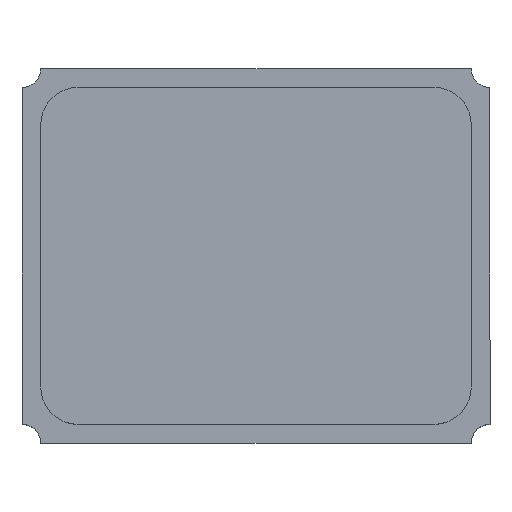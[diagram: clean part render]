
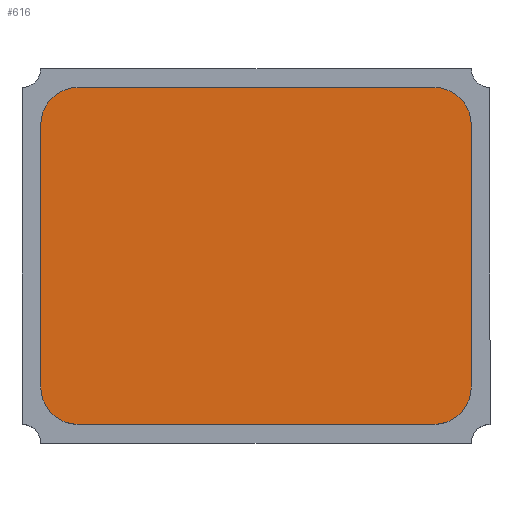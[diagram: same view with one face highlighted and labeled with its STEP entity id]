
A CAD part, top view. The second image highlights one B-rep face of the part: STEP entity #616.
In plain terms, the highlighted planar face has unit normal (0, 0, 1).
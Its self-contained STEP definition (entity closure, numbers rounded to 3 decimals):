
#5 = PLANE ( 'NONE',  #72 ) ;
#14 = FACE_OUTER_BOUND ( 'NONE', #225, .T. ) ;
#15 = AXIS2_PLACEMENT_3D ( 'NONE', #23, #590, #244 ) ;
#23 = CARTESIAN_POINT ( 'NONE',  ( -0.95, -0.7, 0.5 ) ) ;
#68 = ORIENTED_EDGE ( 'NONE', *, *, #149, .T. ) ;
#72 = AXIS2_PLACEMENT_3D ( 'NONE', #858, #781, #366 ) ;
#96 = ORIENTED_EDGE ( 'NONE', *, *, #130, .T. ) ;
#101 = VERTEX_POINT ( 'NONE', #167 ) ;
#105 = CARTESIAN_POINT ( 'NONE',  ( -1.15, 0.7, 0.5 ) ) ;
#107 = CARTESIAN_POINT ( 'NONE',  ( -0.95, -0.9, 0.5 ) ) ;
#110 = CARTESIAN_POINT ( 'NONE',  ( 1.15, 0.7, 0.5 ) ) ;
#130 = EDGE_CURVE ( 'NONE', #230, #661, #427, .T. ) ;
#133 = CARTESIAN_POINT ( 'NONE',  ( 0.95, 0.7, 0.5 ) ) ;
#134 = CARTESIAN_POINT ( 'NONE',  ( -0.95, 0.9, 0.5 ) ) ;
#149 = EDGE_CURVE ( 'NONE', #234, #230, #534, .T. ) ;
#161 = AXIS2_PLACEMENT_3D ( 'NONE', #365, #863, #296 ) ;
#162 = DIRECTION ( 'NONE',  ( 1., 0., 0. ) ) ;
#163 = VERTEX_POINT ( 'NONE', #650 ) ;
#167 = CARTESIAN_POINT ( 'NONE',  ( 0.95, 0.9, 0.5 ) ) ;
#172 = CARTESIAN_POINT ( 'NONE',  ( -1.15, -0.7, 0.5 ) ) ;
#204 = ORIENTED_EDGE ( 'NONE', *, *, #618, .T. ) ;
#225 = EDGE_LOOP ( 'NONE', ( #641, #516, #272, #747, #68, #96, #204, #363 ) ) ;
#226 = VECTOR ( 'NONE', #626, 1000. ) ;
#230 = VERTEX_POINT ( 'NONE', #107 ) ;
#234 = VERTEX_POINT ( 'NONE', #172 ) ;
#244 = DIRECTION ( 'NONE',  ( -1., 0., 0. ) ) ;
#250 = CARTESIAN_POINT ( 'NONE',  ( -0.95, 0.9, 0.5 ) ) ;
#272 = ORIENTED_EDGE ( 'NONE', *, *, #538, .T. ) ;
#277 = VECTOR ( 'NONE', #321, 1000. ) ;
#292 = CARTESIAN_POINT ( 'NONE',  ( -1.15, 0.7, 0.5 ) ) ;
#294 = LINE ( 'NONE', #134, #226 ) ;
#296 = DIRECTION ( 'NONE',  ( 1., 0., 0. ) ) ;
#321 = DIRECTION ( 'NONE',  ( 0., 1., 0. ) ) ;
#363 = ORIENTED_EDGE ( 'NONE', *, *, #708, .T. ) ;
#365 = CARTESIAN_POINT ( 'NONE',  ( 0.95, -0.7, 0.5 ) ) ;
#366 = DIRECTION ( 'NONE',  ( -1., 0., 0. ) ) ;
#367 = VECTOR ( 'NONE', #529, 1000. ) ;
#393 = CIRCLE ( 'NONE', #161, 0.2 ) ;
#411 = LINE ( 'NONE', #105, #367 ) ;
#427 = LINE ( 'NONE', #654, #860 ) ;
#434 = CARTESIAN_POINT ( 'NONE',  ( -0.95, 0.7, 0.5 ) ) ;
#482 = VERTEX_POINT ( 'NONE', #746 ) ;
#489 = EDGE_CURVE ( 'NONE', #101, #723, #294, .T. ) ;
#497 = DIRECTION ( 'NONE',  ( 1., 0., 0. ) ) ;
#513 = AXIS2_PLACEMENT_3D ( 'NONE', #434, #564, #497 ) ;
#516 = ORIENTED_EDGE ( 'NONE', *, *, #489, .T. ) ;
#529 = DIRECTION ( 'NONE',  ( 0., -1., 0. ) ) ;
#534 = CIRCLE ( 'NONE', #15, 0.2 ) ;
#538 = EDGE_CURVE ( 'NONE', #723, #620, #642, .T. ) ;
#554 = DIRECTION ( 'NONE',  ( 0., 0., 1. ) ) ;
#560 = CIRCLE ( 'NONE', #593, 0.2 ) ;
#564 = DIRECTION ( 'NONE',  ( 0., 0., 1. ) ) ;
#590 = DIRECTION ( 'NONE',  ( 0., 0., 1. ) ) ;
#593 = AXIS2_PLACEMENT_3D ( 'NONE', #133, #554, #839 ) ;
#616 = ADVANCED_FACE ( 'NONE', ( #14 ), #5, .F. ) ;
#618 = EDGE_CURVE ( 'NONE', #661, #482, #393, .T. ) ;
#620 = VERTEX_POINT ( 'NONE', #292 ) ;
#626 = DIRECTION ( 'NONE',  ( -1., 0., 0. ) ) ;
#641 = ORIENTED_EDGE ( 'NONE', *, *, #842, .T. ) ;
#642 = CIRCLE ( 'NONE', #513, 0.2 ) ;
#648 = LINE ( 'NONE', #110, #277 ) ;
#650 = CARTESIAN_POINT ( 'NONE',  ( 1.15, 0.7, 0.5 ) ) ;
#654 = CARTESIAN_POINT ( 'NONE',  ( -0.95, -0.9, 0.5 ) ) ;
#661 = VERTEX_POINT ( 'NONE', #732 ) ;
#708 = EDGE_CURVE ( 'NONE', #482, #163, #648, .T. ) ;
#723 = VERTEX_POINT ( 'NONE', #250 ) ;
#732 = CARTESIAN_POINT ( 'NONE',  ( 0.95, -0.9, 0.5 ) ) ;
#736 = EDGE_CURVE ( 'NONE', #620, #234, #411, .T. ) ;
#746 = CARTESIAN_POINT ( 'NONE',  ( 1.15, -0.7, 0.5 ) ) ;
#747 = ORIENTED_EDGE ( 'NONE', *, *, #736, .T. ) ;
#781 = DIRECTION ( 'NONE',  ( 0., 0., -1. ) ) ;
#839 = DIRECTION ( 'NONE',  ( -1., 0., 0. ) ) ;
#842 = EDGE_CURVE ( 'NONE', #163, #101, #560, .T. ) ;
#858 = CARTESIAN_POINT ( 'NONE',  ( 0.95, 0.7, 0.5 ) ) ;
#860 = VECTOR ( 'NONE', #162, 1000. ) ;
#863 = DIRECTION ( 'NONE',  ( 0., 0., 1. ) ) ;
